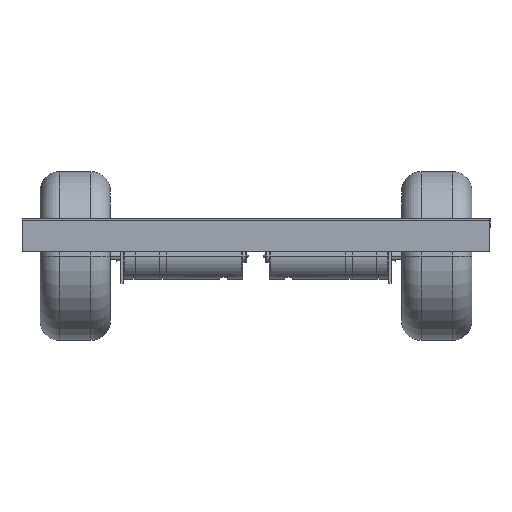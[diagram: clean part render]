
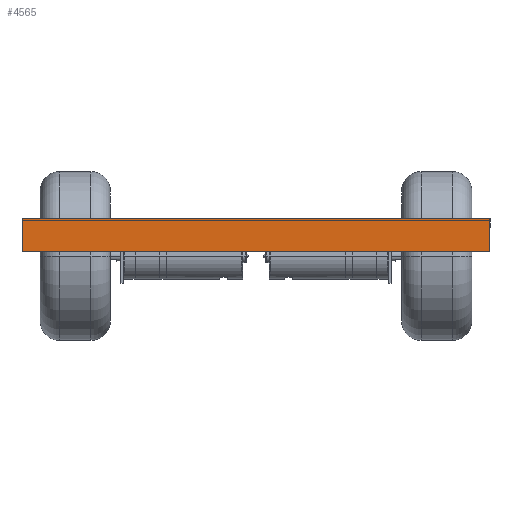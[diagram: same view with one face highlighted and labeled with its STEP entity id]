
A CAD part, left-side view. The second image highlights one B-rep face of the part: STEP entity #4565.
In plain terms, the highlighted planar face has unit normal (-1, 0, 0).
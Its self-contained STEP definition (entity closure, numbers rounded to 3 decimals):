
#940 = CARTESIAN_POINT ( 'NONE',  ( -275.16, -180., -23.5 ) ) ;
#1003 = VECTOR ( 'NONE', #2685, 1000. ) ;
#1128 = DIRECTION ( 'NONE',  ( 0., -1., 0. ) ) ;
#1404 = DIRECTION ( 'NONE',  ( 1., 0., 0. ) ) ;
#1419 = LINE ( 'NONE', #1819, #6064 ) ;
#1420 = CARTESIAN_POINT ( 'NONE',  ( -275.16, -180., 1.5 ) ) ;
#1769 = DIRECTION ( 'NONE',  ( 0., -1., 0. ) ) ;
#1800 = AXIS2_PLACEMENT_3D ( 'NONE', #3671, #1404, #7375 ) ;
#1819 = CARTESIAN_POINT ( 'NONE',  ( -275.16, 0., 1.5 ) ) ;
#1962 = ORIENTED_EDGE ( 'NONE', *, *, #14336, .F. ) ;
#2227 = CARTESIAN_POINT ( 'NONE',  ( -275.16, 180., 1.5 ) ) ;
#2685 = DIRECTION ( 'NONE',  ( 0., 0., -1. ) ) ;
#3671 = CARTESIAN_POINT ( 'NONE',  ( -275.16, 0., 1.5 ) ) ;
#4144 = LINE ( 'NONE', #9666, #1003 ) ;
#4565 = ADVANCED_FACE ( 'NONE', ( #12853 ), #5029, .F. ) ;
#4880 = ORIENTED_EDGE ( 'NONE', *, *, #9266, .T. ) ;
#5029 = PLANE ( 'NONE',  #1800 ) ;
#5988 = EDGE_CURVE ( 'NONE', #11235, #14544, #8216, .T. ) ;
#6064 = VECTOR ( 'NONE', #1769, 1000. ) ;
#6909 = VERTEX_POINT ( 'NONE', #14740 ) ;
#7324 = VECTOR ( 'NONE', #7605, 1000. ) ;
#7375 = DIRECTION ( 'NONE',  ( 0., 0., -1. ) ) ;
#7605 = DIRECTION ( 'NONE',  ( 0., 0., -1. ) ) ;
#7764 = EDGE_CURVE ( 'NONE', #12831, #6909, #4144, .T. ) ;
#8216 = LINE ( 'NONE', #12170, #7324 ) ;
#8989 = LINE ( 'NONE', #12713, #11002 ) ;
#9266 = EDGE_CURVE ( 'NONE', #6909, #14544, #8989, .T. ) ;
#9666 = CARTESIAN_POINT ( 'NONE',  ( -275.16, 180., 1.5 ) ) ;
#10634 = ORIENTED_EDGE ( 'NONE', *, *, #7764, .T. ) ;
#11002 = VECTOR ( 'NONE', #1128, 1000. ) ;
#11235 = VERTEX_POINT ( 'NONE', #1420 ) ;
#11905 = ORIENTED_EDGE ( 'NONE', *, *, #5988, .F. ) ;
#12170 = CARTESIAN_POINT ( 'NONE',  ( -275.16, -180., 1.5 ) ) ;
#12713 = CARTESIAN_POINT ( 'NONE',  ( -275.16, 180., -23.5 ) ) ;
#12785 = EDGE_LOOP ( 'NONE', ( #10634, #4880, #11905, #1962 ) ) ;
#12831 = VERTEX_POINT ( 'NONE', #2227 ) ;
#12853 = FACE_OUTER_BOUND ( 'NONE', #12785, .T. ) ;
#14336 = EDGE_CURVE ( 'NONE', #12831, #11235, #1419, .T. ) ;
#14544 = VERTEX_POINT ( 'NONE', #940 ) ;
#14740 = CARTESIAN_POINT ( 'NONE',  ( -275.16, 180., -23.5 ) ) ;
